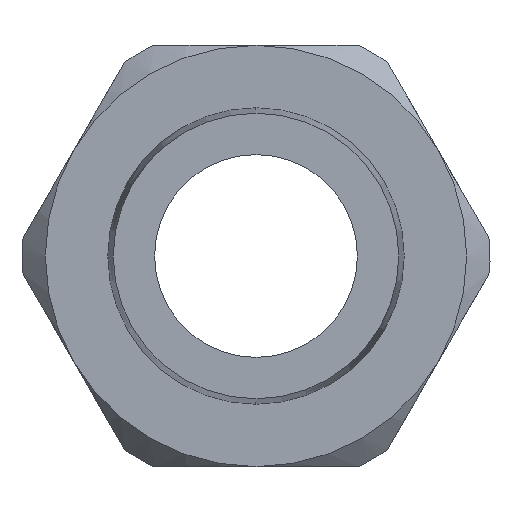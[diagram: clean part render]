
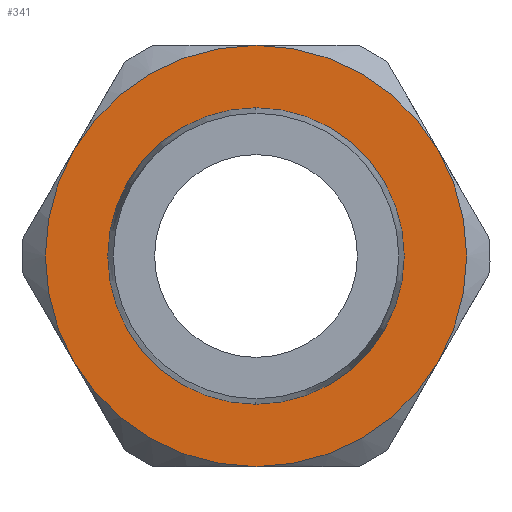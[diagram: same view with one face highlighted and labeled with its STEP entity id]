
A CAD part, left-side view. The second image highlights one B-rep face of the part: STEP entity #341.
In plain terms, the highlighted planar face has unit normal (-1, 0, 0).
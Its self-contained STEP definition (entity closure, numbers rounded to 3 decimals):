
#11 = CARTESIAN_POINT ( 'NONE',  ( 32., 0., 0. ) ) ;
#20 = VERTEX_POINT ( 'NONE', #4210 ) ;
#32 = EDGE_CURVE ( 'NONE', #20, #3428, #2995, .T. ) ;
#142 = VERTEX_POINT ( 'NONE', #2384 ) ;
#236 = FACE_BOUND ( 'NONE', #3704, .T. ) ;
#341 = ADVANCED_FACE ( 'NONE', ( #236, #2294 ), #2940, .F. ) ;
#529 = CIRCLE ( 'NONE', #3201, 9.5 ) ;
#546 = DIRECTION ( 'NONE',  ( 0., 0., 1. ) ) ;
#688 = AXIS2_PLACEMENT_3D ( 'NONE', #4326, #1555, #3110 ) ;
#852 = CIRCLE ( 'NONE', #3683, 13.5 ) ;
#949 = CARTESIAN_POINT ( 'NONE',  ( 32., 0., 0. ) ) ;
#1205 = VERTEX_POINT ( 'NONE', #2764 ) ;
#1540 = DIRECTION ( 'NONE',  ( -1., 0., 0. ) ) ;
#1555 = DIRECTION ( 'NONE',  ( -1., 0., 0. ) ) ;
#1614 = DIRECTION ( 'NONE',  ( -1., 0., 0. ) ) ;
#1652 = EDGE_CURVE ( 'NONE', #1205, #2649, #2559, .T. ) ;
#1766 = DIRECTION ( 'NONE',  ( 1., 0., 0. ) ) ;
#1783 = EDGE_CURVE ( 'NONE', #3428, #2206, #4581, .T. ) ;
#1785 = EDGE_LOOP ( 'NONE', ( #2952, #3700, #2632, #4744, #4846, #4515 ) ) ;
#1791 = CARTESIAN_POINT ( 'NONE',  ( 32., 0., 9.5 ) ) ;
#1816 = CARTESIAN_POINT ( 'NONE',  ( 32., 0., 0. ) ) ;
#1862 = CARTESIAN_POINT ( 'NONE',  ( 32., -11.691, -6.75 ) ) ;
#1905 = CIRCLE ( 'NONE', #2718, 13.5 ) ;
#2205 = DIRECTION ( 'NONE',  ( 0., 0., -1. ) ) ;
#2206 = VERTEX_POINT ( 'NONE', #3275 ) ;
#2294 = FACE_OUTER_BOUND ( 'NONE', #1785, .T. ) ;
#2314 = EDGE_CURVE ( 'NONE', #2883, #142, #3516, .T. ) ;
#2384 = CARTESIAN_POINT ( 'NONE',  ( 32., -11.691, 6.75 ) ) ;
#2398 = AXIS2_PLACEMENT_3D ( 'NONE', #2518, #2545, #546 ) ;
#2424 = DIRECTION ( 'NONE',  ( -1., 0., 0. ) ) ;
#2485 = CARTESIAN_POINT ( 'NONE',  ( 32., 11.691, -6.75 ) ) ;
#2518 = CARTESIAN_POINT ( 'NONE',  ( 32., 0., 0. ) ) ;
#2545 = DIRECTION ( 'NONE',  ( -1., 0., 0. ) ) ;
#2559 = CIRCLE ( 'NONE', #3770, 9.5 ) ;
#2569 = DIRECTION ( 'NONE',  ( -1., 0., 0. ) ) ;
#2630 = AXIS2_PLACEMENT_3D ( 'NONE', #4546, #2569, #4444 ) ;
#2632 = ORIENTED_EDGE ( 'NONE', *, *, #2314, .T. ) ;
#2649 = VERTEX_POINT ( 'NONE', #1791 ) ;
#2718 = AXIS2_PLACEMENT_3D ( 'NONE', #4295, #3054, #4655 ) ;
#2742 = CARTESIAN_POINT ( 'NONE',  ( 32., 0., 13.5 ) ) ;
#2764 = CARTESIAN_POINT ( 'NONE',  ( 32., 0., -9.5 ) ) ;
#2843 = EDGE_CURVE ( 'NONE', #2206, #2883, #4912, .T. ) ;
#2854 = DIRECTION ( 'NONE',  ( -1., 0., 0. ) ) ;
#2883 = VERTEX_POINT ( 'NONE', #1862 ) ;
#2940 = PLANE ( 'NONE',  #3392 ) ;
#2949 = ORIENTED_EDGE ( 'NONE', *, *, #1652, .F. ) ;
#2952 = ORIENTED_EDGE ( 'NONE', *, *, #1783, .T. ) ;
#2995 = CIRCLE ( 'NONE', #4613, 13.5 ) ;
#3054 = DIRECTION ( 'NONE',  ( -1., 0., 0. ) ) ;
#3110 = DIRECTION ( 'NONE',  ( 0., 0., 1. ) ) ;
#3147 = EDGE_CURVE ( 'NONE', #2649, #1205, #529, .T. ) ;
#3201 = AXIS2_PLACEMENT_3D ( 'NONE', #949, #2854, #4019 ) ;
#3275 = CARTESIAN_POINT ( 'NONE',  ( 32., 0., -13.5 ) ) ;
#3392 = AXIS2_PLACEMENT_3D ( 'NONE', #1816, #1766, #2205 ) ;
#3428 = VERTEX_POINT ( 'NONE', #2485 ) ;
#3508 = CARTESIAN_POINT ( 'NONE',  ( 32., 0., 0. ) ) ;
#3516 = CIRCLE ( 'NONE', #2630, 13.5 ) ;
#3582 = DIRECTION ( 'NONE',  ( 0., 0., 1. ) ) ;
#3608 = EDGE_CURVE ( 'NONE', #142, #3645, #852, .T. ) ;
#3645 = VERTEX_POINT ( 'NONE', #2742 ) ;
#3683 = AXIS2_PLACEMENT_3D ( 'NONE', #4284, #1614, #4334 ) ;
#3700 = ORIENTED_EDGE ( 'NONE', *, *, #2843, .T. ) ;
#3704 = EDGE_LOOP ( 'NONE', ( #4791, #2949 ) ) ;
#3770 = AXIS2_PLACEMENT_3D ( 'NONE', #3508, #2424, #3582 ) ;
#4019 = DIRECTION ( 'NONE',  ( 0., 0., 1. ) ) ;
#4210 = CARTESIAN_POINT ( 'NONE',  ( 32., 11.691, 6.75 ) ) ;
#4230 = EDGE_CURVE ( 'NONE', #3645, #20, #1905, .T. ) ;
#4259 = DIRECTION ( 'NONE',  ( 0., 0., 1. ) ) ;
#4284 = CARTESIAN_POINT ( 'NONE',  ( 32., 0., 0. ) ) ;
#4295 = CARTESIAN_POINT ( 'NONE',  ( 32., 0., 0. ) ) ;
#4326 = CARTESIAN_POINT ( 'NONE',  ( 32., 0., 0. ) ) ;
#4334 = DIRECTION ( 'NONE',  ( 0., 0., 1. ) ) ;
#4444 = DIRECTION ( 'NONE',  ( 0., 0., 1. ) ) ;
#4515 = ORIENTED_EDGE ( 'NONE', *, *, #32, .T. ) ;
#4546 = CARTESIAN_POINT ( 'NONE',  ( 32., 0., 0. ) ) ;
#4581 = CIRCLE ( 'NONE', #2398, 13.5 ) ;
#4613 = AXIS2_PLACEMENT_3D ( 'NONE', #11, #1540, #4259 ) ;
#4655 = DIRECTION ( 'NONE',  ( 0., 0., 1. ) ) ;
#4744 = ORIENTED_EDGE ( 'NONE', *, *, #3608, .T. ) ;
#4791 = ORIENTED_EDGE ( 'NONE', *, *, #3147, .F. ) ;
#4846 = ORIENTED_EDGE ( 'NONE', *, *, #4230, .T. ) ;
#4912 = CIRCLE ( 'NONE', #688, 13.5 ) ;
